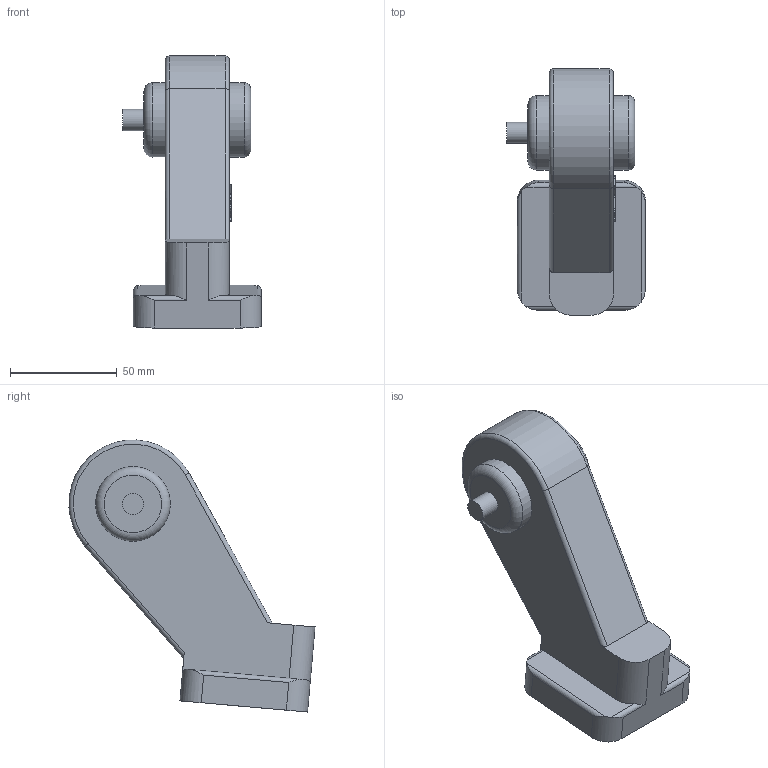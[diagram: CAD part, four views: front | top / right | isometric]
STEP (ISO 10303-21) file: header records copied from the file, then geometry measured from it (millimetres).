
FILE_DESCRIPTION(/* description */ (''),/* implementation_level */ '2;1');
FILE_NAME(/* name */ 'Component2.step',/* time_stamp */ '2024-01-29T23:23:20+05:30',/* author */ (''),/* organization */ (''),/* preprocessor_version */ 'ST-DEVELOPER v20',/* originating_system */ 'Autodesk Translation Framework v12.14.0.127',/* authorisation */ '');
FILE_SCHEMA (('AUTOMOTIVE_DESIGN { 1 0 10303 214 3 1 1 }'));
Length unit declared in the file: millimetre
Products named in the file (1): FusionComponent
Bounding box: 65 x 115.26 x 127.45 mm (x, y, z)
Volume: 264945.7 mm3; surface area: 33310.1 mm2
Topology: 1 solids, 1 shells, 251 faces, 704 edges, 468 vertices
Faces by surface type: bspline 116, plane 106, cylinder 25, torus 4
Full cylindrical faces by diameter (mm): 10 x2, 35 x2
Entity records: 9181 total; most frequent: CARTESIAN_POINT 3450, ORIENTED_EDGE 1408, DIRECTION 782, EDGE_CURVE 704, VERTEX_POINT 468, LINE 414, VECTOR 414, EDGE_LOOP 264
